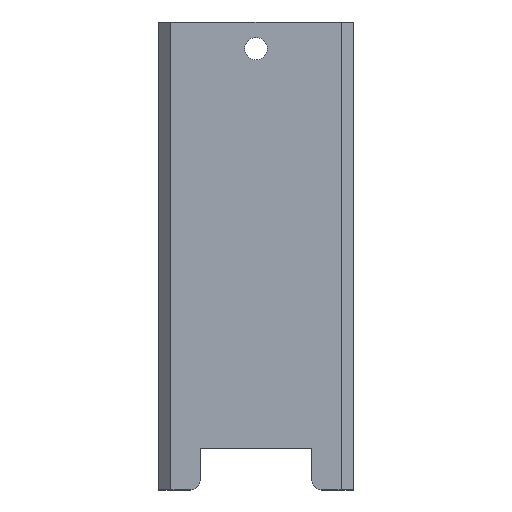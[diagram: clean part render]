
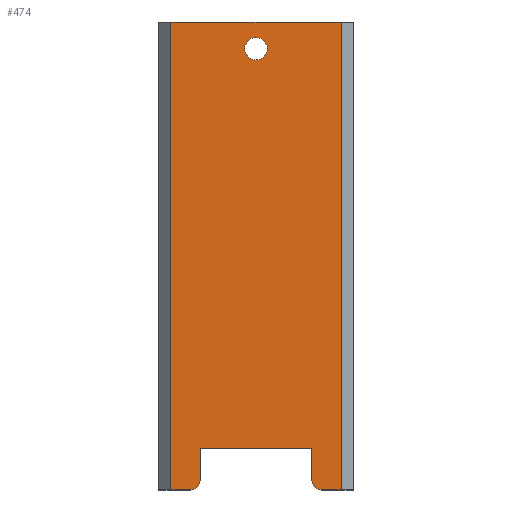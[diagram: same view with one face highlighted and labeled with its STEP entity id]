
A CAD part, top view. The second image highlights one B-rep face of the part: STEP entity #474.
In plain terms, the highlighted planar face has unit normal (0, 0, 1).
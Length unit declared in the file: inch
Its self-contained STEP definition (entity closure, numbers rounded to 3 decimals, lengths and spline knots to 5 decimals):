
#17=FACE_BOUND('',#78,.T.);
#24=PLANE('',#531);
#50=FACE_OUTER_BOUND('',#77,.T.);
#77=EDGE_LOOP('',(#374,#375,#376,#377,#378,#379,#380,#381,#382,#383));
#78=EDGE_LOOP('',(#384));
#103=CIRCLE('',#505,0.05);
#111=CIRCLE('',#517,0.05);
#114=CIRCLE('',#532,0.06);
#132=LINE('',#769,#171);
#134=LINE('',#773,#173);
#135=LINE('',#775,#174);
#138=LINE('',#781,#177);
#142=LINE('',#802,#181);
#144=LINE('',#806,#183);
#145=LINE('',#808,#184);
#146=LINE('',#809,#185);
#171=VECTOR('',#604,0.3937);
#173=VECTOR('',#608,0.3937);
#174=VECTOR('',#611,0.3937);
#177=VECTOR('',#616,0.3937);
#181=VECTOR('',#638,0.3937);
#183=VECTOR('',#642,0.3937);
#184=VECTOR('',#643,0.3937);
#185=VECTOR('',#644,0.3937);
#203=VERTEX_POINT('',#715);
#204=VERTEX_POINT('',#716);
#213=VERTEX_POINT('',#761);
#214=VERTEX_POINT('',#762);
#215=VERTEX_POINT('',#767);
#216=VERTEX_POINT('',#771);
#218=VERTEX_POINT('',#779);
#226=VERTEX_POINT('',#801);
#227=VERTEX_POINT('',#805);
#228=VERTEX_POINT('',#807);
#229=VERTEX_POINT('',#810);
#247=EDGE_CURVE('',#203,#204,#103,.T.);
#262=EDGE_CURVE('',#213,#214,#111,.T.);
#266=EDGE_CURVE('',#213,#215,#132,.T.);
#268=EDGE_CURVE('',#215,#216,#134,.T.);
#269=EDGE_CURVE('',#216,#204,#135,.T.);
#272=EDGE_CURVE('',#218,#203,#138,.T.);
#282=EDGE_CURVE('',#214,#226,#142,.T.);
#284=EDGE_CURVE('',#227,#218,#144,.T.);
#285=EDGE_CURVE('',#228,#227,#145,.T.);
#286=EDGE_CURVE('',#226,#228,#146,.T.);
#287=EDGE_CURVE('',#229,#229,#114,.T.);
#374=ORIENTED_EDGE('',*,*,#262,.F.);
#375=ORIENTED_EDGE('',*,*,#266,.T.);
#376=ORIENTED_EDGE('',*,*,#268,.T.);
#377=ORIENTED_EDGE('',*,*,#269,.T.);
#378=ORIENTED_EDGE('',*,*,#247,.F.);
#379=ORIENTED_EDGE('',*,*,#272,.F.);
#380=ORIENTED_EDGE('',*,*,#284,.F.);
#381=ORIENTED_EDGE('',*,*,#285,.F.);
#382=ORIENTED_EDGE('',*,*,#286,.F.);
#383=ORIENTED_EDGE('',*,*,#282,.F.);
#384=ORIENTED_EDGE('',*,*,#287,.T.);
#474=ADVANCED_FACE('',(#50,#17),#24,.T.);
#505=AXIS2_PLACEMENT_3D('',#717,#567,#568);
#517=AXIS2_PLACEMENT_3D('',#763,#597,#598);
#531=AXIS2_PLACEMENT_3D('',#804,#640,#641);
#532=AXIS2_PLACEMENT_3D('',#811,#645,#646);
#567=DIRECTION('center_axis',(0.,0.,-1.));
#568=DIRECTION('ref_axis',(-0.707,-0.707,0.));
#597=DIRECTION('center_axis',(0.,0.,-1.));
#598=DIRECTION('ref_axis',(0.707,-0.707,0.));
#604=DIRECTION('',(0.,1.,0.));
#608=DIRECTION('',(1.,0.,0.));
#611=DIRECTION('',(0.,-1.,0.));
#616=DIRECTION('',(-1.,0.,0.));
#638=DIRECTION('',(-1.,0.,0.));
#640=DIRECTION('center_axis',(0.,0.,1.));
#641=DIRECTION('ref_axis',(-1.,0.,0.));
#642=DIRECTION('',(0.,-1.,0.));
#643=DIRECTION('',(1.,0.,0.));
#644=DIRECTION('',(0.,1.,0.));
#645=DIRECTION('center_axis',(0.,0.,-1.));
#646=DIRECTION('ref_axis',(-1.,0.,0.));
#715=CARTESIAN_POINT('',(0.35,-2.51,0.7425));
#716=CARTESIAN_POINT('',(0.3,-2.46,0.7425));
#717=CARTESIAN_POINT('Origin',(0.35,-2.46,0.7425));
#761=CARTESIAN_POINT('',(-0.3,-2.46,0.7425));
#762=CARTESIAN_POINT('',(-0.35,-2.51,0.7425));
#763=CARTESIAN_POINT('Origin',(-0.35,-2.46,0.7425));
#767=CARTESIAN_POINT('',(-0.3,-2.29,0.7425));
#769=CARTESIAN_POINT('',(-0.3,-1.145,0.7425));
#771=CARTESIAN_POINT('',(0.3,-2.29,0.7425));
#773=CARTESIAN_POINT('',(0.41125,-2.29,0.7425));
#775=CARTESIAN_POINT('',(0.3,-1.255,0.7425));
#779=CARTESIAN_POINT('',(0.4565,-2.51,0.7425));
#781=CARTESIAN_POINT('',(-0.5225,-2.51,0.7425));
#801=CARTESIAN_POINT('',(-0.4565,-2.51,0.7425));
#802=CARTESIAN_POINT('',(-0.5225,-2.51,0.7425));
#804=CARTESIAN_POINT('Origin',(0.5225,0.,0.7425));
#805=CARTESIAN_POINT('',(0.4565,0.,0.7425));
#806=CARTESIAN_POINT('',(0.4565,0.,0.7425));
#807=CARTESIAN_POINT('',(-0.4565,0.,0.7425));
#808=CARTESIAN_POINT('',(-0.5225,0.,0.7425));
#809=CARTESIAN_POINT('',(-0.4565,0.,0.7425));
#810=CARTESIAN_POINT('',(0.06,-0.143,0.7425));
#811=CARTESIAN_POINT('Origin',(0.,-0.143,0.7425));
